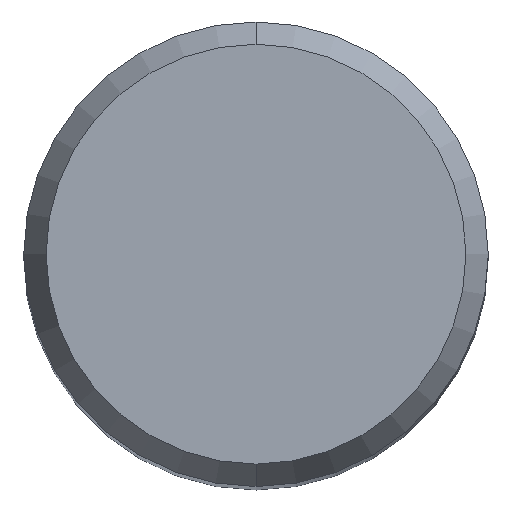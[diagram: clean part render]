
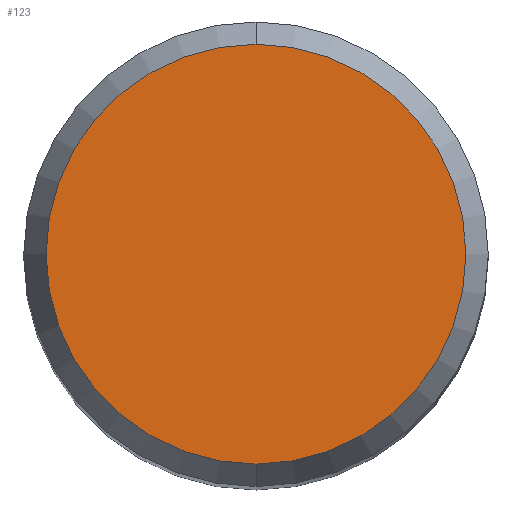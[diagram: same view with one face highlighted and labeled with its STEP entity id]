
A CAD part, top view. The second image highlights one B-rep face of the part: STEP entity #123.
In plain terms, the highlighted planar face has unit normal (0, 0, 1).
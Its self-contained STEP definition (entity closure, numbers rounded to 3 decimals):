
#123=ADVANCED_FACE('',(#256),#257,.T.);
#131=EDGE_CURVE('',#153,#145,#266,.T.);
#145=VERTEX_POINT('',#281);
#153=VERTEX_POINT('',#290);
#171=EDGE_CURVE('',#145,#153,#309,.T.);
#256=FACE_OUTER_BOUND('',#402,.T.);
#257=PLANE('',#403);
#266=CIRCLE('',#415,4.304);
#281=CARTESIAN_POINT('',(0.,-4.304,0.01));
#290=CARTESIAN_POINT('',(0.0,4.304,0.01));
#309=CIRCLE('',#474,4.304);
#402=EDGE_LOOP('',(#560,#561));
#403=AXIS2_PLACEMENT_3D('',#562,#563,#564);
#415=AXIS2_PLACEMENT_3D('',#574,#575,#576);
#474=AXIS2_PLACEMENT_3D('',#624,#625,#626);
#560=ORIENTED_EDGE('',*,*,#131,.F.);
#561=ORIENTED_EDGE('',*,*,#171,.F.);
#562=CARTESIAN_POINT('',(0.0,2.152,0.01));
#563=DIRECTION('',(-0.0,0.0,1.0));
#564=DIRECTION('',(0.0,-1.0,0.0));
#574=CARTESIAN_POINT('',(0.0,0.0,0.01));
#575=DIRECTION('',(0.0,0.0,-1.0));
#576=DIRECTION('',(0.0,1.0,0.0));
#624=CARTESIAN_POINT('',(0.0,0.0,0.01));
#625=DIRECTION('',(0.0,0.0,-1.0));
#626=DIRECTION('',(0.0,1.0,0.0));
